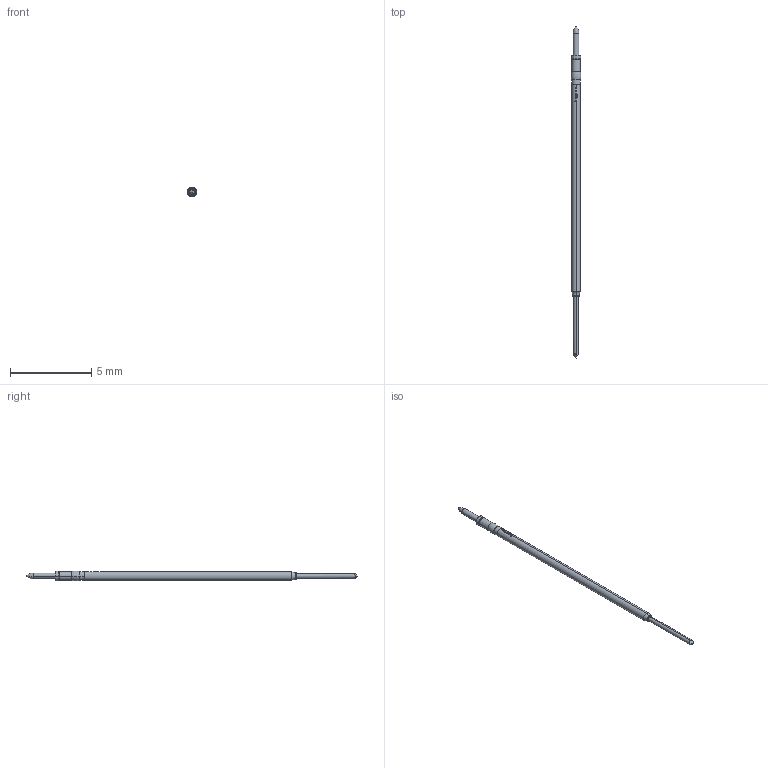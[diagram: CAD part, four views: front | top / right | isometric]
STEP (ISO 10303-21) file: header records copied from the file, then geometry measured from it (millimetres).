
FILE_DESCRIPTION (( 'STEP AP203' ), '1' );
FILE_NAME ('INGUN_KT-S-031_67_20.STEP', '2022-01-25T11:09:48', ( 'ochi' ), ( '' ), 'SwSTEP 2.0', 'SolidWorks 2018', '' );
FILE_SCHEMA (( 'CONFIG_CONTROL_DESIGN' ));
Length unit declared in the file: millimetre
Products named in the file (1): INGUN_KT-S-031_67_20
Bounding box: 0.6 x 20.41 x 0.6 mm (x, y, z)
Volume: 3.8 mm3; surface area: 30.9 mm2
Topology: 1 solids, 1 shells, 111 faces, 302 edges, 196 vertices
Faces by surface type: plane 46, cylinder 31, bspline 22, torus 8, cone 4
Entity records: 3765 total; most frequent: CARTESIAN_POINT 1029, ORIENTED_EDGE 604, DIRECTION 505, EDGE_CURVE 302, AXIS2_PLACEMENT_3D 204, VERTEX_POINT 196, CIRCLE 114, EDGE_LOOP 114
